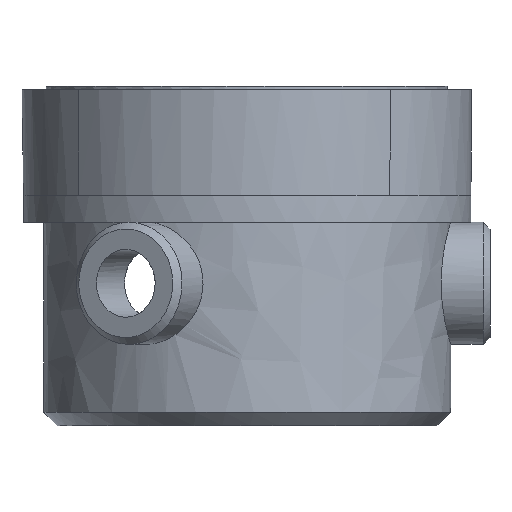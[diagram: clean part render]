
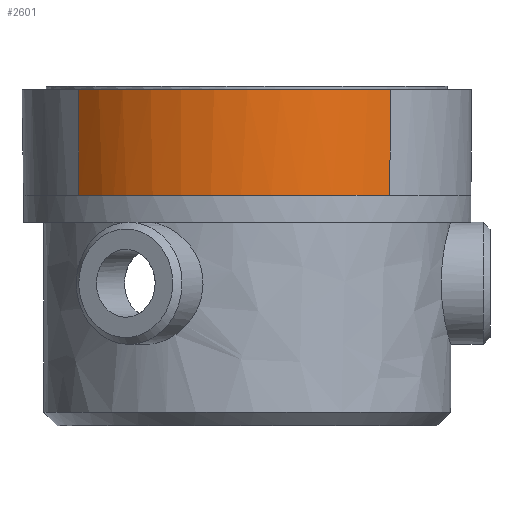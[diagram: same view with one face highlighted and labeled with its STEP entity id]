
A CAD part, front view. The second image highlights one B-rep face of the part: STEP entity #2601.
In plain terms, the highlighted free-form (B-spline) face has degree [1, 2] with [2, 3] control points.
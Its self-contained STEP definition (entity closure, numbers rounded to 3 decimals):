
#2202 = VERTEX_POINT('',#2203);
#2203 = CARTESIAN_POINT('',(-19.034,-15.967,
    17.93));
#2210 = VERTEX_POINT('',#2211);
#2211 = CARTESIAN_POINT('',(-33.604,-12.489,
    17.93));
#2472 = EDGE_CURVE('',#2210,#2473,#2475,.T.);
#2473 = VERTEX_POINT('',#2474);
#2474 = CARTESIAN_POINT('',(-35.334,-10.748,
    17.93));
#2475 = ( BOUNDED_CURVE() B_SPLINE_CURVE(2,(#2476,#2477,#2478),
.UNSPECIFIED.,.F.,.F.) B_SPLINE_CURVE_WITH_KNOTS((3,3),(4.029,
4.178),.PIECEWISE_BEZIER_KNOTS.) CURVE() 
GEOMETRIC_REPRESENTATION_ITEM() RATIONAL_B_SPLINE_CURVE((1.,
0.997,1.)) REPRESENTATION_ITEM('') );
#2476 = CARTESIAN_POINT('',(-33.604,-12.489,
    17.93));
#2477 = CARTESIAN_POINT('',(-34.531,-11.684,
    17.93));
#2478 = CARTESIAN_POINT('',(-35.334,-10.748,
    17.93));
#2567 = EDGE_CURVE('',#2568,#2202,#2570,.T.);
#2568 = VERTEX_POINT('',#2569);
#2569 = CARTESIAN_POINT('',(-12.388,-12.368,
    17.93));
#2570 = ( BOUNDED_CURVE() B_SPLINE_CURVE(2,(#2571,#2572,#2573),
.UNSPECIFIED.,.F.,.F.) B_SPLINE_CURVE_WITH_KNOTS((3,3),(2.607,
3.076),.PIECEWISE_BEZIER_KNOTS.) CURVE() 
GEOMETRIC_REPRESENTATION_ITEM() RATIONAL_B_SPLINE_CURVE((1.,
0.973,1.)) REPRESENTATION_ITEM('') );
#2571 = CARTESIAN_POINT('',(-12.388,-12.368,
    17.93));
#2572 = CARTESIAN_POINT('',(-15.285,-14.987,
    17.93));
#2573 = CARTESIAN_POINT('',(-19.034,-15.967,
    17.93));
#2601 = ADVANCED_FACE('',(#2602),#2632,.T.);
#2602 = FACE_BOUND('',#2603,.T.);
#2603 = EDGE_LOOP('',(#2604,#2611,#2619,#2624,#2625,#2631));
#2604 = ORIENTED_EDGE('',*,*,#2605,.F.);
#2605 = EDGE_CURVE('',#2606,#2568,#2608,.T.);
#2606 = VERTEX_POINT('',#2607);
#2607 = CARTESIAN_POINT('',(-12.349,-12.241,
    25.73));
#2608 = B_SPLINE_CURVE_WITH_KNOTS('',1,(#2609,#2610),.UNSPECIFIED.,.F.,
  .F.,(2,2),(-128.514,-123.514),.PIECEWISE_BEZIER_KNOTS.);
#2609 = CARTESIAN_POINT('',(-12.349,-12.241,
    25.73));
#2610 = CARTESIAN_POINT('',(-12.388,-12.368,
    17.93));
#2611 = ORIENTED_EDGE('',*,*,#2612,.T.);
#2612 = EDGE_CURVE('',#2606,#2613,#2615,.T.);
#2613 = VERTEX_POINT('',#2614);
#2614 = CARTESIAN_POINT('',(-35.334,-10.748,
    25.73));
#2615 = ( BOUNDED_CURVE() B_SPLINE_CURVE(2,(#2616,#2617,#2618),
.UNSPECIFIED.,.F.,.F.) B_SPLINE_CURVE_WITH_KNOTS((3,3),(2.643,
4.214),.PIECEWISE_BEZIER_KNOTS.) CURVE() 
GEOMETRIC_REPRESENTATION_ITEM() RATIONAL_B_SPLINE_CURVE((1.,
0.707,1.)) REPRESENTATION_ITEM('') );
#2616 = CARTESIAN_POINT('',(-12.349,-12.241,
    25.73));
#2617 = CARTESIAN_POINT('',(-24.21,-23.637,
    25.73));
#2618 = CARTESIAN_POINT('',(-35.334,-10.748,
    25.73));
#2619 = ORIENTED_EDGE('',*,*,#2620,.F.);
#2620 = EDGE_CURVE('',#2473,#2613,#2621,.T.);
#2621 = B_SPLINE_CURVE_WITH_KNOTS('',1,(#2622,#2623),.UNSPECIFIED.,.F.,
  .F.,(2,2),(0.,0.78),.PIECEWISE_BEZIER_KNOTS.);
#2622 = CARTESIAN_POINT('',(-35.334,-10.748,
    17.93));
#2623 = CARTESIAN_POINT('',(-35.334,-10.748,
    25.73));
#2624 = ORIENTED_EDGE('',*,*,#2472,.F.);
#2625 = ORIENTED_EDGE('',*,*,#2626,.F.);
#2626 = EDGE_CURVE('',#2202,#2210,#2627,.T.);
#2627 = ( BOUNDED_CURVE() B_SPLINE_CURVE(2,(#2628,#2629,#2630),
.UNSPECIFIED.,.F.,.F.) B_SPLINE_CURVE_WITH_KNOTS((3,3),(3.076,
4.029),.PIECEWISE_BEZIER_KNOTS.) CURVE() 
GEOMETRIC_REPRESENTATION_ITEM() RATIONAL_B_SPLINE_CURVE((1.,
0.888,1.)) REPRESENTATION_ITEM('') );
#2628 = CARTESIAN_POINT('',(-19.034,-15.967,
    17.93));
#2629 = CARTESIAN_POINT('',(-27.153,-18.088,
    17.93));
#2630 = CARTESIAN_POINT('',(-33.604,-12.489,
    17.93));
#2631 = ORIENTED_EDGE('',*,*,#2567,.F.);
#2632 = ( BOUNDED_SURFACE() B_SPLINE_SURFACE(1,2,(
    (#2633,#2634,#2635)
    ,(#2636,#2637,#2638
)),.UNSPECIFIED.,.F.,.F.,.F.) B_SPLINE_SURFACE_WITH_KNOTS((2,2),(3,3),(
    123.514,128.514),(572.752,598.513),
.PIECEWISE_BEZIER_KNOTS.) GEOMETRIC_REPRESENTATION_ITEM() 
RATIONAL_B_SPLINE_SURFACE((
    (1.,0.707,1.)
,(1.,0.707,1.))) REPRESENTATION_ITEM('') SURFACE() );
#2633 = CARTESIAN_POINT('',(-12.388,-12.368,
    17.93));
#2634 = CARTESIAN_POINT('',(-24.525,-23.343,
    17.93));
#2635 = CARTESIAN_POINT('',(-35.334,-10.748,
    17.93));
#2636 = CARTESIAN_POINT('',(-12.349,-12.241,
    25.73));
#2637 = CARTESIAN_POINT('',(-24.21,-23.637,
    25.73));
#2638 = CARTESIAN_POINT('',(-35.334,-10.748,
    25.73));
